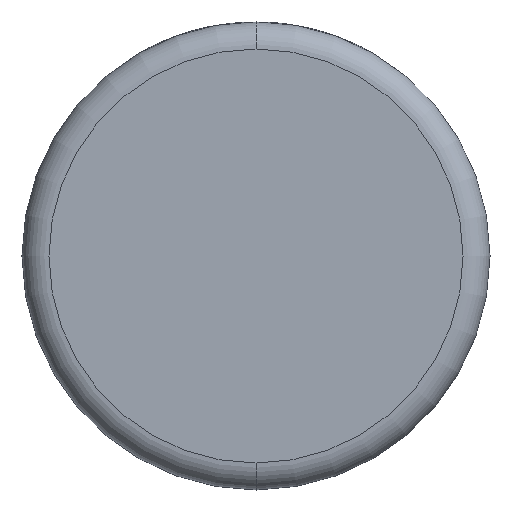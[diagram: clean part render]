
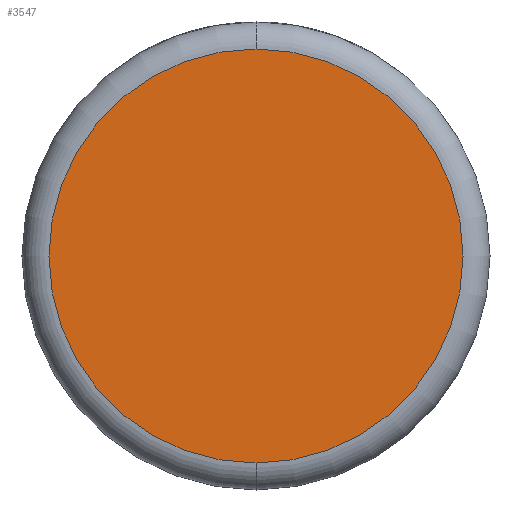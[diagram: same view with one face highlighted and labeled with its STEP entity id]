
A CAD part, front view. The second image highlights one B-rep face of the part: STEP entity #3547.
In plain terms, the highlighted planar face has unit normal (0, -1, 0).
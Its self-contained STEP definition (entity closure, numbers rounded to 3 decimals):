
#54 = DIRECTION ( 'NONE',  ( 0., 0., 1. ) ) ;
#175 = EDGE_CURVE ( 'NONE', #3507, #4491, #365, .T. ) ;
#256 = AXIS2_PLACEMENT_3D ( 'NONE', #1155, #2322, #54 ) ;
#365 = CIRCLE ( 'NONE', #256, 15.705 ) ;
#584 = CARTESIAN_POINT ( 'NONE',  ( 0., 0., 0. ) ) ;
#632 = CARTESIAN_POINT ( 'NONE',  ( 0., 0., 15.705 ) ) ;
#821 = CARTESIAN_POINT ( 'NONE',  ( 0., 0., 0. ) ) ;
#979 = DIRECTION ( 'NONE',  ( 0., 0., 1. ) ) ;
#1021 = ORIENTED_EDGE ( 'NONE', *, *, #175, .T. ) ;
#1056 = CARTESIAN_POINT ( 'NONE',  ( 0., 0., -15.705 ) ) ;
#1155 = CARTESIAN_POINT ( 'NONE',  ( 0., 0., 0. ) ) ;
#1223 = DIRECTION ( 'NONE',  ( 0., -1., 0. ) ) ;
#1758 = PLANE ( 'NONE',  #2204 ) ;
#1777 = DIRECTION ( 'NONE',  ( 0., 1., 0. ) ) ;
#2164 = EDGE_LOOP ( 'NONE', ( #1021, #3419 ) ) ;
#2204 = AXIS2_PLACEMENT_3D ( 'NONE', #584, #1777, #979 ) ;
#2322 = DIRECTION ( 'NONE',  ( 0., -1., 0. ) ) ;
#2684 = AXIS2_PLACEMENT_3D ( 'NONE', #821, #1223, #3857 ) ;
#3220 = EDGE_CURVE ( 'NONE', #4491, #3507, #3556, .T. ) ;
#3419 = ORIENTED_EDGE ( 'NONE', *, *, #3220, .T. ) ;
#3507 = VERTEX_POINT ( 'NONE', #632 ) ;
#3547 = ADVANCED_FACE ( 'NONE', ( #4260 ), #1758, .F. ) ;
#3556 = CIRCLE ( 'NONE', #2684, 15.705 ) ;
#3857 = DIRECTION ( 'NONE',  ( 0., 0., 1. ) ) ;
#4260 = FACE_OUTER_BOUND ( 'NONE', #2164, .T. ) ;
#4491 = VERTEX_POINT ( 'NONE', #1056 ) ;
